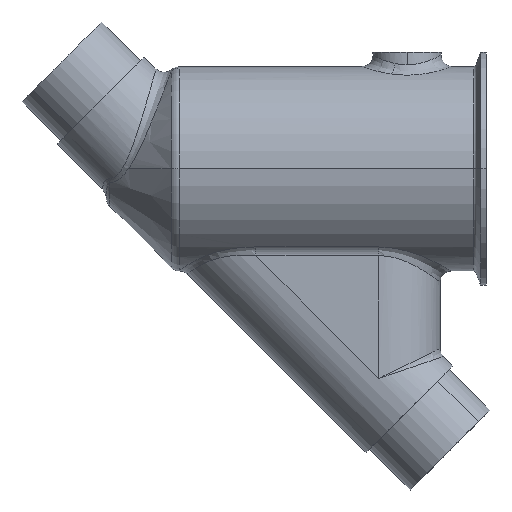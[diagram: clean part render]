
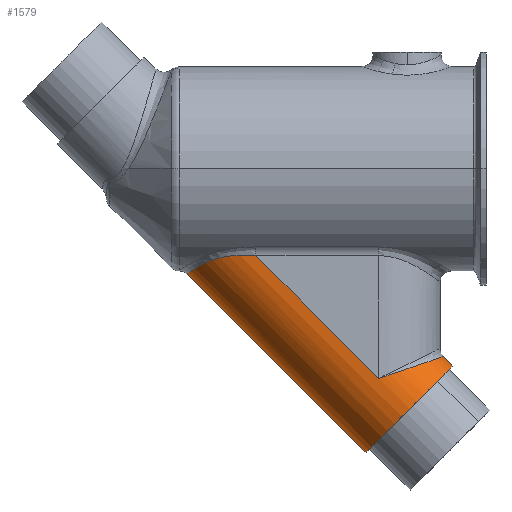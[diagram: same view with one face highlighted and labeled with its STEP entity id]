
A CAD part, top view. The second image highlights one B-rep face of the part: STEP entity #1579.
In plain terms, the highlighted cylindrical face has radius 34.392 mm (diameter 68.783 mm), a partial arc.
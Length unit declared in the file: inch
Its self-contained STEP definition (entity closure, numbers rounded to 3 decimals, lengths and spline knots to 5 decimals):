
#177 = CARTESIAN_POINT ( 'NONE',  ( 4.34588, -6.26072, 0. ) ) ;
#208 = CARTESIAN_POINT ( 'NONE',  ( 0.86193, -2.05065, 1.06254 ) ) ;
#222 = CARTESIAN_POINT ( 'NONE',  ( 0.4529, -2.28838, 0.3889 ) ) ;
#382 = ORIENTED_EDGE ( 'NONE', *, *, #723, .T. ) ;
#455 = VERTEX_POINT ( 'NONE', #2529 ) ;
#470 = ORIENTED_EDGE ( 'NONE', *, *, #3341, .T. ) ;
#481 = CARTESIAN_POINT ( 'NONE',  ( 0.75865, -2.09768, 0.96909 ) ) ;
#492 = CARTESIAN_POINT ( 'NONE',  ( 0.42538, -2.30969, 0.24581 ) ) ;
#593 = ORIENTED_EDGE ( 'NONE', *, *, #1298, .T. ) ;
#603 = CARTESIAN_POINT ( 'NONE',  ( 1.72102, -1.90506, 1.34956 ) ) ;
#723 = EDGE_CURVE ( 'NONE', #1867, #1859, #1215, .T. ) ;
#735 = CARTESIAN_POINT ( 'NONE',  ( 1.38202, -1.92006, 1.29959 ) ) ;
#748 = VERTEX_POINT ( 'NONE', #3200 ) ;
#750 = CARTESIAN_POINT ( 'NONE',  ( 0.6972, -2.12984, 0.89871 ) ) ;
#752 = CARTESIAN_POINT ( 'NONE',  ( 5.3033, -5.3033, 0. ) ) ;
#764 = CARTESIAN_POINT ( 'NONE',  ( 0.41047, -2.32154, 0.09841 ) ) ;
#767 = CARTESIAN_POINT ( 'NONE',  ( 4.625, -4.625, 1.354 ) ) ;
#845 = VECTOR ( 'NONE', #1630, 39.37008 ) ;
#873 = CARTESIAN_POINT ( 'NONE',  ( 1.52655, -1.90838, 1.32734 ) ) ;
#939 = CIRCLE ( 'NONE', #1304, 1.354 ) ;
#1007 = CARTESIAN_POINT ( 'NONE',  ( 1.23899, -1.93866, 1.26292 ) ) ;
#1018 = VECTOR ( 'NONE', #3151, 39.37008 ) ;
#1020 = CARTESIAN_POINT ( 'NONE',  ( 0.65453, -2.1538, 0.84262 ) ) ;
#1023 = CARTESIAN_POINT ( 'NONE',  ( 5.3033, -5.3033, 0. ) ) ;
#1033 = CARTESIAN_POINT ( 'NONE',  ( 0.40838, -2.32322, 0. ) ) ;
#1059 = CARTESIAN_POINT ( 'NONE',  ( 1.81904, -1.90927, 1.354 ) ) ;
#1094 = VERTEX_POINT ( 'NONE', #177 ) ;
#1136 = VECTOR ( 'NONE', #1324, 39.37008 ) ;
#1146 = CARTESIAN_POINT ( 'NONE',  ( 1.43006, -1.91529, 1.30995 ) ) ;
#1182 = EDGE_LOOP ( 'NONE', ( #3025, #593, #2876, #470, #382, #2753 ) ) ;
#1215 = B_SPLINE_CURVE_WITH_KNOTS ( 'NONE', 3,
 ( #2226, #1059, #603, #2505, #873, #2773, #1146, #735, #2642, #1007, #2905, #1279, #3171, #1548, #3444, #1819, #208, #2086, #481, #2370, #750, #2656, #1020, #2919, #1289, #3187, #1558, #3461, #1829, #222, #2105, #492, #2386, #764, #2671, #1033 ),
 .UNSPECIFIED., .F., .F.,
 ( 4, 2, 2, 2, 2, 2, 2, 2, 2, 2, 2, 2, 2, 2, 2, 2, 2, 4 ),
 ( 0., 0.00746, 0.01119, 0.01305, 0.01492, 0.02237, 0.02424, 0.0261, 0.02983, 0.03356, 0.03543, 0.03729, 0.04475, 0.04661, 0.04848, 0.05221, 0.05594, 0.05967 ),
 .UNSPECIFIED. ) ;
#1216 = CYLINDRICAL_SURFACE ( 'NONE', #3212, 1.354 ) ;
#1279 = CARTESIAN_POINT ( 'NONE',  ( 1.04134, -1.98747, 1.17738 ) ) ;
#1289 = CARTESIAN_POINT ( 'NONE',  ( 0.54558, -2.22151, 0.66236 ) ) ;
#1291 = DIRECTION ( 'NONE',  ( 0.707, 0.707, 0. ) ) ;
#1298 = EDGE_CURVE ( 'NONE', #748, #455, #1545, .T. ) ;
#1304 = AXIS2_PLACEMENT_3D ( 'NONE', #1023, #2921, #1291 ) ;
#1324 = DIRECTION ( 'NONE',  ( -0.707, 0.707, 0. ) ) ;
#1545 = LINE ( 'NONE', #2726, #845 ) ;
#1548 = CARTESIAN_POINT ( 'NONE',  ( 0.97882, -2.00715, 1.14241 ) ) ;
#1558 = CARTESIAN_POINT ( 'NONE',  ( 0.49407, -2.25796, 0.52752 ) ) ;
#1579 = ADVANCED_FACE ( 'NONE', ( #3379 ), #1216, .T. ) ;
#1593 = EDGE_CURVE ( 'NONE', #455, #2796, #1734, .T. ) ;
#1630 = DIRECTION ( 'NONE',  ( -0.707, 0.707, 0. ) ) ;
#1632 = EDGE_CURVE ( 'NONE', #1094, #1859, #2579, .T. ) ;
#1734 =( BOUNDED_CURVE ( )  B_SPLINE_CURVE ( 3, ( #1832, #3464, #2389, #767 ),
 .UNSPECIFIED., .F., .T. ) 
 B_SPLINE_CURVE_WITH_KNOTS ( ( 4, 4 ),
 ( 0., 1.5708 ),
 .UNSPECIFIED. ) 
 CURVE ( )  GEOMETRIC_REPRESENTATION_ITEM ( )  RATIONAL_B_SPLINE_CURVE ( ( 1., 0.805, 0.805, 1. ) ) 
 REPRESENTATION_ITEM ( '' )  );
#1819 = CARTESIAN_POINT ( 'NONE',  ( 0.89919, -2.03557, 1.09076 ) ) ;
#1829 = CARTESIAN_POINT ( 'NONE',  ( 0.47208, -2.27405, 0.45866 ) ) ;
#1832 = CARTESIAN_POINT ( 'NONE',  ( 6.05222, -4.13738, 0. ) ) ;
#1859 = VERTEX_POINT ( 'NONE', #3294 ) ;
#1867 = VERTEX_POINT ( 'NONE', #2204 ) ;
#2086 = CARTESIAN_POINT ( 'NONE',  ( 0.79166, -2.08171, 1.00171 ) ) ;
#2105 = CARTESIAN_POINT ( 'NONE',  ( 0.44233, -2.29651, 0.34168 ) ) ;
#2204 = CARTESIAN_POINT ( 'NONE',  ( 1.9176, -1.9176, 1.354 ) ) ;
#2226 = CARTESIAN_POINT ( 'NONE',  ( 1.9176, -1.9176, 1.354 ) ) ;
#2370 = CARTESIAN_POINT ( 'NONE',  ( 0.7122, -2.12177, 0.91676 ) ) ;
#2386 = CARTESIAN_POINT ( 'NONE',  ( 0.41901, -2.31474, 0.19716 ) ) ;
#2389 = CARTESIAN_POINT ( 'NONE',  ( 5.46105, -4.33936, 1.354 ) ) ;
#2476 = LINE ( 'NONE', #3424, #1018 ) ;
#2503 = CARTESIAN_POINT ( 'NONE',  ( 4.625, -4.625, 1.354 ) ) ;
#2505 = CARTESIAN_POINT ( 'NONE',  ( 1.57503, -1.90657, 1.33401 ) ) ;
#2529 = CARTESIAN_POINT ( 'NONE',  ( 6.05222, -4.13738, 0. ) ) ;
#2579 = LINE ( 'NONE', #2948, #1136 ) ;
#2642 = CARTESIAN_POINT ( 'NONE',  ( 1.35798, -1.92284, 1.2939 ) ) ;
#2656 = CARTESIAN_POINT ( 'NONE',  ( 0.66832, -2.14588, 0.86158 ) ) ;
#2671 = CARTESIAN_POINT ( 'NONE',  ( 0.40838, -2.32322, 0.0491 ) ) ;
#2726 = CARTESIAN_POINT ( 'NONE',  ( 6.26072, -4.34588, 0. ) ) ;
#2753 = ORIENTED_EDGE ( 'NONE', *, *, #1632, .F. ) ;
#2773 = CARTESIAN_POINT ( 'NONE',  ( 1.45415, -1.91329, 1.31463 ) ) ;
#2796 = VERTEX_POINT ( 'NONE', #2503 ) ;
#2876 = ORIENTED_EDGE ( 'NONE', *, *, #1593, .T. ) ;
#2905 = CARTESIAN_POINT ( 'NONE',  ( 1.14828, -1.95736, 1.23037 ) ) ;
#2919 = CARTESIAN_POINT ( 'NONE',  ( 0.58864, -2.19268, 0.74589 ) ) ;
#2921 = DIRECTION ( 'NONE',  ( 0.707, -0.707, 0. ) ) ;
#2922 = DIRECTION ( 'NONE',  ( -0.707, 0.707, 0. ) ) ;
#2948 = CARTESIAN_POINT ( 'NONE',  ( 4.34588, -6.26072, 0. ) ) ;
#3025 = ORIENTED_EDGE ( 'NONE', *, *, #3482, .F. ) ;
#3151 = DIRECTION ( 'NONE',  ( -0.707, 0.707, 0. ) ) ;
#3171 = CARTESIAN_POINT ( 'NONE',  ( 1.02028, -1.99382, 1.16616 ) ) ;
#3175 = DIRECTION ( 'NONE',  ( -0.707, -0.707, 0. ) ) ;
#3187 = CARTESIAN_POINT ( 'NONE',  ( 0.5022, -2.25212, 0.55029 ) ) ;
#3200 = CARTESIAN_POINT ( 'NONE',  ( 6.26072, -4.34588, 0. ) ) ;
#3212 = AXIS2_PLACEMENT_3D ( 'NONE', #752, #2922, #3175 ) ;
#3294 = CARTESIAN_POINT ( 'NONE',  ( 0.40838, -2.32322, 0. ) ) ;
#3341 = EDGE_CURVE ( 'NONE', #2796, #1867, #2476, .T. ) ;
#3379 = FACE_OUTER_BOUND ( 'NONE', #1182, .T. ) ;
#3424 = CARTESIAN_POINT ( 'NONE',  ( 5.3033, -5.3033, 1.354 ) ) ;
#3444 = CARTESIAN_POINT ( 'NONE',  ( 0.95843, -2.01412, 1.12987 ) ) ;
#3461 = CARTESIAN_POINT ( 'NONE',  ( 0.47902, -2.26891, 0.48173 ) ) ;
#3464 = CARTESIAN_POINT ( 'NONE',  ( 6.05222, -4.13738, 0.79315 ) ) ;
#3482 = EDGE_CURVE ( 'NONE', #748, #1094, #939, .T. ) ;
